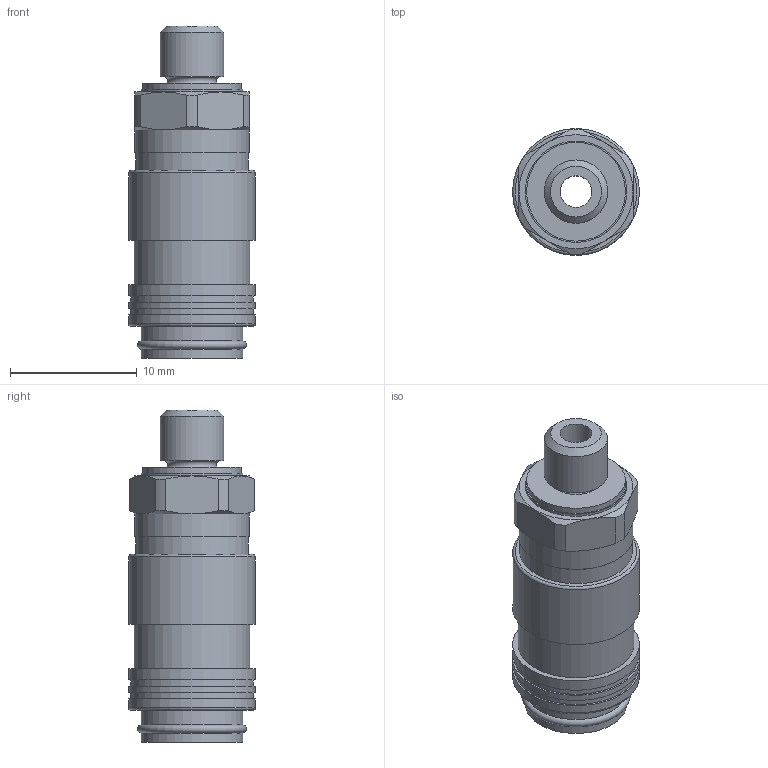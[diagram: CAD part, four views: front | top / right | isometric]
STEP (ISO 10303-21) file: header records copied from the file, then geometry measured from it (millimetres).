
FILE_DESCRIPTION(/* description */ ('STEP AP214'),/* implementation_level */ '2;1');
FILE_NAME(/* name */ '4087_KD2-M5-A',/* time_stamp */ '2024-08-23T08:39:12+02:00',/* author */ ('License CC BY-ND 4.0'),/* organization */ ('CADENAS'),/* preprocessor_version */ 'ST-DEVELOPER v19.3',/* originating_system */ 'PARTsolutions',/* authorisation */ ' ');
FILE_SCHEMA (('AUTOMOTIVE_DESIGN {1 0 10303 214 3 1 1}'));
Length unit declared in the file: millimetre
Products named in the file (1): 4087 KD2-M5-A
Bounding box: 10 x 10 x 26.2 mm (x, y, z)
Volume: 1230.1 mm3; surface area: 1233.3 mm2
Topology: 1 solids, 1 shells, 62 faces, 119 edges, 73 vertices
Faces by surface type: cylinder 22, plane 22, cone 14, torus 4
Full cylindrical faces by diameter (mm): 2.5 x1, 5 x2, 7.8 x1, 8 x3, 8.9 x1, 9 x1, 9.15 x1, 9.7 x2, 10 x4
Entity records: 1948 total; most frequent: CARTESIAN_POINT 305, DIRECTION 260, ORIENTED_EDGE 194, AXIS2_PLACEMENT_3D 124, EDGE_LOOP 100, FACE_BOUND 100, EDGE_CURVE 97, VERTEX_POINT 73
